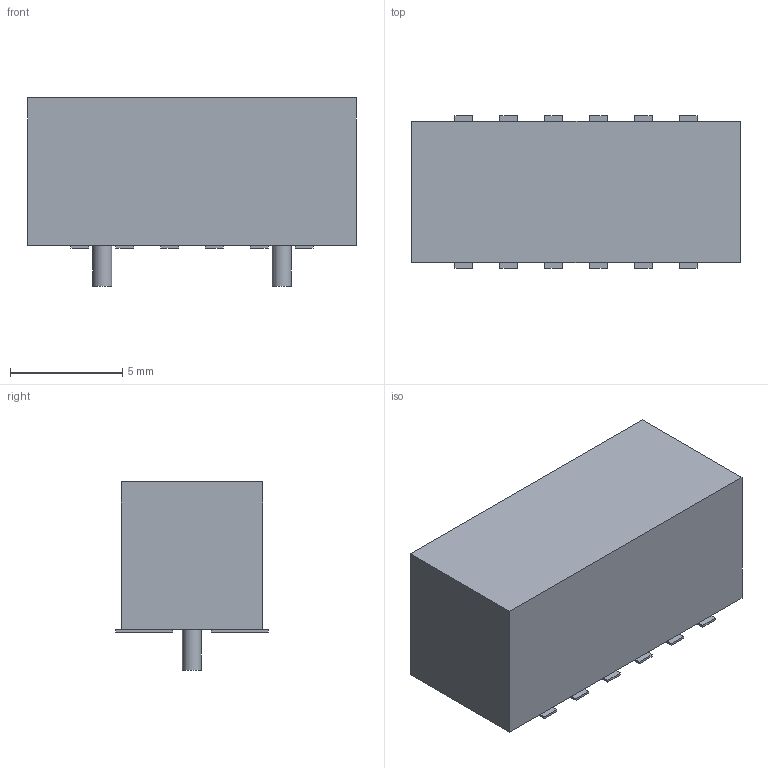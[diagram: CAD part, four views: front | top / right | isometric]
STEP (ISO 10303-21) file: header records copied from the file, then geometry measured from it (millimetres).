
FILE_DESCRIPTION(('FreeCAD Model'),'2;1');
FILE_NAME('427281.1.2.stp','2020-04-07T19:34:25',( 'Author'),(''),'Open CASCADE STEP processor 6.9','FreeCAD','Unknown' );
FILE_SCHEMA(('AUTOMOTIVE_DESIGN { 1 0 10303 214 1 1 1 1 }'));
Length unit declared in the file: millimetre
Products named in the file (4): ASSEMBLY; Body; Pins; Lugs
Assembly tree (4 placements, depth 2):
  ASSEMBLY
    Body
    Pins
    Lugs  x2
Bounding box: 14.65 x 6.8 x 8.4 mm (x, y, z)
Volume: 615.7 mm3; surface area: 541.9 mm2
Topology: 17 solids, 17 shells, 90 faces, 168 edges, 112 vertices
Faces by surface type: plane 86, cylinder 4
Full cylindrical faces by diameter (mm): 0.85 x4
Entity records: 4380 total; most frequent: CARTESIAN_POINT 683, DIRECTION 668, LINE 478, VECTOR 478, ORIENTED_EDGE 324, PCURVE 324, DEFINITIONAL_REPRESENTATION 324, EDGE_CURVE 162
